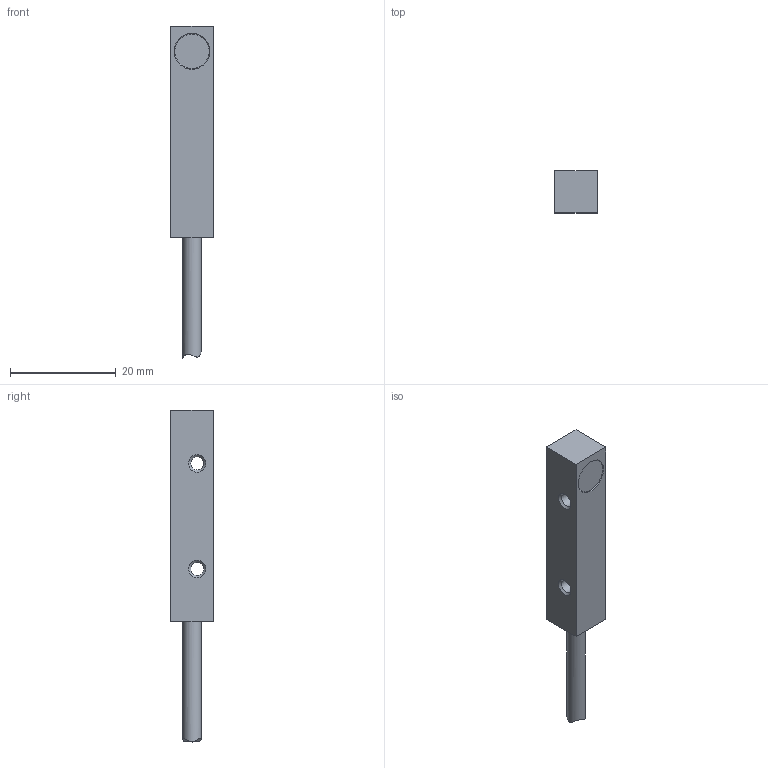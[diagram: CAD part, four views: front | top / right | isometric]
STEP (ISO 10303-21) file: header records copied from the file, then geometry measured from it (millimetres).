
FILE_DESCRIPTION (( 'STEP AP214' ), '1' );
FILE_NAME ('CR8-AP-3A.STEP', '2018-04-20T18:34:03', ( '' ), ( '' ), 'SwSTEP 2.0', 'SolidWorks 2017', '' );
FILE_SCHEMA (( 'AUTOMOTIVE_DESIGN' ));
Length unit declared in the file: inch
Products named in the file (1): CR8-AP-3A
Bounding box: 8 x 8 x 62.92 mm (x, y, z)
Volume: 2691 mm3; surface area: 1757.1 mm2
Topology: 1 solids, 1 shells, 16 faces, 34 edges, 22 vertices
Faces by surface type: plane 7, cone 5, cylinder 3, bspline 1
Full cylindrical faces by diameter (mm): 2.499 x2, 3.5 x1
Entity records: 502 total; most frequent: CARTESIAN_POINT 145, DIRECTION 66, ORIENTED_EDGE 48, EDGE_LOOP 30, AXIS2_PLACEMENT_3D 27, EDGE_CURVE 24, VERTEX_POINT 20, FACE_OUTER_BOUND 19
